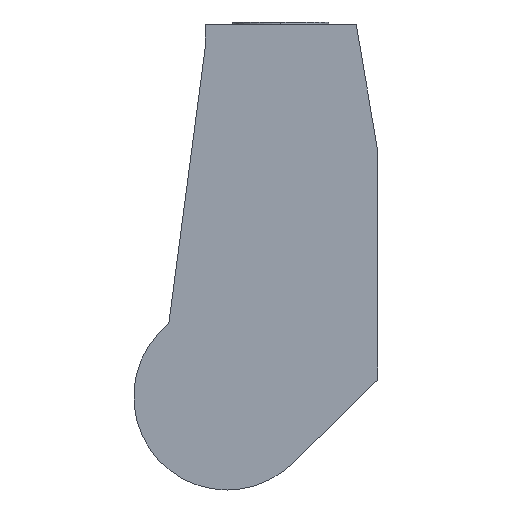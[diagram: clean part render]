
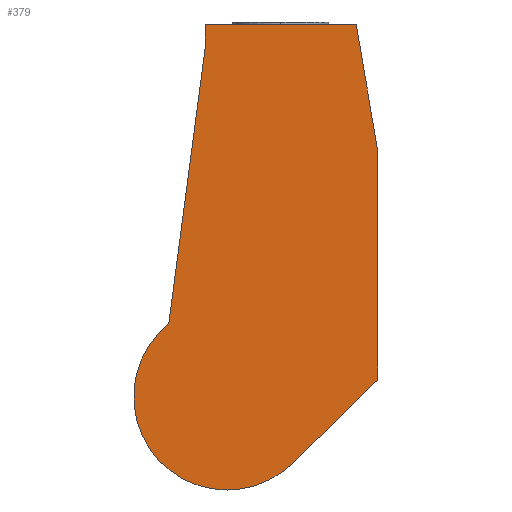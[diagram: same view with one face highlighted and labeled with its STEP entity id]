
A CAD part, front view. The second image highlights one B-rep face of the part: STEP entity #379.
In plain terms, the highlighted planar face has unit normal (0, -1, 0).
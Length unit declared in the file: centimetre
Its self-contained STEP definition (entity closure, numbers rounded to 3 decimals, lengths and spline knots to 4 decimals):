
#3 = EDGE_CURVE ( 'NONE', #349, #367, #213, .T. ) ;
#4 = VECTOR ( 'NONE', #276, 100. ) ;
#5 = DIRECTION ( 'NONE',  ( 0., -1., 0. ) ) ;
#17 = EDGE_CURVE ( 'NONE', #200, #414, #177, .T. ) ;
#20 = DIRECTION ( 'NONE',  ( 0., 0., 1. ) ) ;
#21 = CARTESIAN_POINT ( 'NONE',  ( -8.7607, -5.8, -23.6 ) ) ;
#24 = CARTESIAN_POINT ( 'NONE',  ( -5.9, -5.8, -0.2 ) ) ;
#29 = CARTESIAN_POINT ( 'NONE',  ( -4.2, -5.8, -0.2 ) ) ;
#36 = EDGE_CURVE ( 'NONE', #414, #347, #116, .T. ) ;
#37 = CARTESIAN_POINT ( 'NONE',  ( 7.6, -5.8, -28. ) ) ;
#39 = ORIENTED_EDGE ( 'NONE', *, *, #36, .T. ) ;
#43 = LINE ( 'NONE', #280, #368 ) ;
#58 = EDGE_CURVE ( 'NONE', #88, #349, #43, .T. ) ;
#63 = LINE ( 'NONE', #37, #4 ) ;
#66 = CARTESIAN_POINT ( 'NONE',  ( 5.9, -5.8, -0.2 ) ) ;
#74 = VERTEX_POINT ( 'NONE', #431 ) ;
#76 = CARTESIAN_POINT ( 'NONE',  ( -5.9, -5.8, -1.9 ) ) ;
#77 = AXIS2_PLACEMENT_3D ( 'NONE', #253, #5, #287 ) ;
#79 = DIRECTION ( 'NONE',  ( 0., 0., 1. ) ) ;
#88 = VERTEX_POINT ( 'NONE', #155 ) ;
#95 = ORIENTED_EDGE ( 'NONE', *, *, #126, .T. ) ;
#110 = CARTESIAN_POINT ( 'NONE',  ( 5.9, -5.8, -0.2 ) ) ;
#116 = LINE ( 'NONE', #76, #262 ) ;
#122 = CARTESIAN_POINT ( 'NONE',  ( -4.2, -5.8, -29.3 ) ) ;
#126 = EDGE_CURVE ( 'NONE', #74, #277, #404, .T. ) ;
#136 = CARTESIAN_POINT ( 'NONE',  ( -4.2, -5.8, -29.3 ) ) ;
#146 = AXIS2_PLACEMENT_3D ( 'NONE', #122, #192, #20 ) ;
#152 = VECTOR ( 'NONE', #384, 100. ) ;
#155 = CARTESIAN_POINT ( 'NONE',  ( 7.6, -5.8, -28. ) ) ;
#162 = CARTESIAN_POINT ( 'NONE',  ( 7.6, -5.8, -10.2 ) ) ;
#171 = DIRECTION ( 'NONE',  ( 0., 0., 1. ) ) ;
#175 = EDGE_LOOP ( 'NONE', ( #210, #434, #273, #39, #378, #95, #311, #305 ) ) ;
#177 = LINE ( 'NONE', #248, #220 ) ;
#192 = DIRECTION ( 'NONE',  ( 0., -1., 0. ) ) ;
#200 = VERTEX_POINT ( 'NONE', #24 ) ;
#210 = ORIENTED_EDGE ( 'NONE', *, *, #3, .T. ) ;
#213 = LINE ( 'NONE', #110, #152 ) ;
#220 = VECTOR ( 'NONE', #385, 100. ) ;
#222 = DIRECTION ( 'NONE',  ( -0.131, 0., -0.991 ) ) ;
#243 = CARTESIAN_POINT ( 'NONE',  ( -5.9, -5.8, -1.9 ) ) ;
#248 = CARTESIAN_POINT ( 'NONE',  ( -5.9, -5.8, -0.2 ) ) ;
#253 = CARTESIAN_POINT ( 'NONE',  ( -4.2, -5.8, -29.3 ) ) ;
#256 = AXIS2_PLACEMENT_3D ( 'NONE', #136, #267, #171 ) ;
#262 = VECTOR ( 'NONE', #222, 100. ) ;
#263 = CARTESIAN_POINT ( 'NONE',  ( 0.8923, -5.8, -34.5305 ) ) ;
#267 = DIRECTION ( 'NONE',  ( 0., -1., 0. ) ) ;
#273 = ORIENTED_EDGE ( 'NONE', *, *, #17, .T. ) ;
#276 = DIRECTION ( 'NONE',  ( 0.717, 0., 0.698 ) ) ;
#277 = VERTEX_POINT ( 'NONE', #263 ) ;
#280 = CARTESIAN_POINT ( 'NONE',  ( 7.6, -5.8, -10.2 ) ) ;
#287 = DIRECTION ( 'NONE',  ( 0., 0., 1. ) ) ;
#305 = ORIENTED_EDGE ( 'NONE', *, *, #58, .T. ) ;
#308 = FACE_OUTER_BOUND ( 'NONE', #175, .T. ) ;
#310 = DIRECTION ( 'NONE',  ( -1., 0., 0. ) ) ;
#311 = ORIENTED_EDGE ( 'NONE', *, *, #372, .T. ) ;
#341 = LINE ( 'NONE', #29, #419 ) ;
#347 = VERTEX_POINT ( 'NONE', #21 ) ;
#349 = VERTEX_POINT ( 'NONE', #162 ) ;
#358 = EDGE_CURVE ( 'NONE', #347, #74, #397, .T. ) ;
#367 = VERTEX_POINT ( 'NONE', #66 ) ;
#368 = VECTOR ( 'NONE', #79, 100. ) ;
#372 = EDGE_CURVE ( 'NONE', #277, #88, #63, .T. ) ;
#378 = ORIENTED_EDGE ( 'NONE', *, *, #358, .T. ) ;
#379 = ADVANCED_FACE ( 'NONE', ( #308 ), #383, .T. ) ;
#383 = PLANE ( 'NONE',  #256 ) ;
#384 = DIRECTION ( 'NONE',  ( -0.168, 0., 0.986 ) ) ;
#385 = DIRECTION ( 'NONE',  ( 0., 0., -1. ) ) ;
#397 = CIRCLE ( 'NONE', #146, 7.3 ) ;
#400 = EDGE_CURVE ( 'NONE', #367, #200, #341, .T. ) ;
#404 = CIRCLE ( 'NONE', #77, 7.3 ) ;
#414 = VERTEX_POINT ( 'NONE', #243 ) ;
#419 = VECTOR ( 'NONE', #310, 100. ) ;
#431 = CARTESIAN_POINT ( 'NONE',  ( -4.2, -5.8, -36.6 ) ) ;
#434 = ORIENTED_EDGE ( 'NONE', *, *, #400, .T. ) ;
